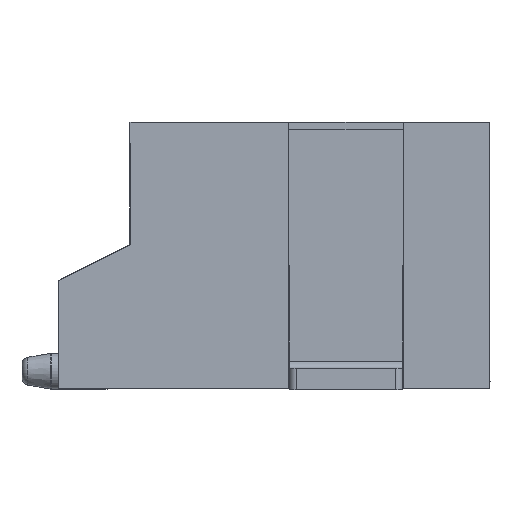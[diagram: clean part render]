
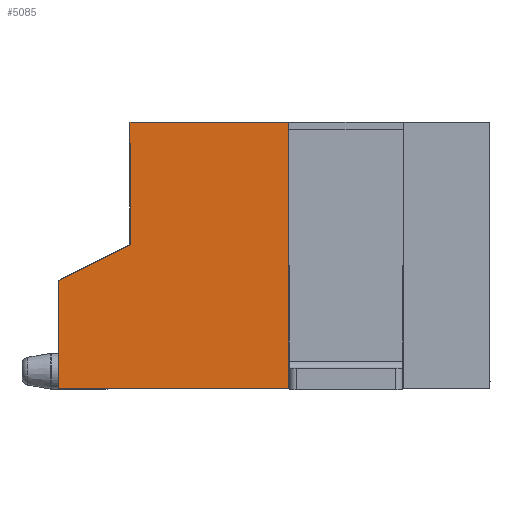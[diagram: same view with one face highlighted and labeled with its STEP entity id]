
A CAD part, left-side view. The second image highlights one B-rep face of the part: STEP entity #5085.
In plain terms, the highlighted planar face has unit normal (-1, 0, 0).
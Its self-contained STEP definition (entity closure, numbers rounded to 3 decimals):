
#895 = LINE ( 'NONE', #14977, #14599 ) ;
#1094 = CARTESIAN_POINT ( 'NONE',  ( -8.25, -2., 0.05 ) ) ;
#1585 = VERTEX_POINT ( 'NONE', #14379 ) ;
#1865 = PLANE ( 'NONE',  #12975 ) ;
#2904 = DIRECTION ( 'NONE',  ( 0., 0., -1. ) ) ;
#2924 = DIRECTION ( 'NONE',  ( 0., -1., 0. ) ) ;
#3574 = LINE ( 'NONE', #20120, #10948 ) ;
#3604 = CARTESIAN_POINT ( 'NONE',  ( -8.25, 3., 3.75 ) ) ;
#4112 = ORIENTED_EDGE ( 'NONE', *, *, #8920, .F. ) ;
#4917 = EDGE_CURVE ( 'NONE', #1585, #8387, #3574, .T. ) ;
#5085 = ADVANCED_FACE ( 'NONE', ( #10337 ), #1865, .F. ) ;
#5716 = ORIENTED_EDGE ( 'NONE', *, *, #10986, .T. ) ;
#5774 = DIRECTION ( 'NONE',  ( 0., -1., 0. ) ) ;
#6105 = CARTESIAN_POINT ( 'NONE',  ( -8.25, 0.8, 0.05 ) ) ;
#6228 = VERTEX_POINT ( 'NONE', #22040 ) ;
#6342 = ORIENTED_EDGE ( 'NONE', *, *, #4917, .F. ) ;
#6704 = CARTESIAN_POINT ( 'NONE',  ( -8.25, -2., 3.75 ) ) ;
#6933 = DIRECTION ( 'NONE',  ( 0., 0., 1. ) ) ;
#7302 = DIRECTION ( 'NONE',  ( 0., 0., 1. ) ) ;
#8387 = VERTEX_POINT ( 'NONE', #12886 ) ;
#8794 = CARTESIAN_POINT ( 'NONE',  ( -8.25, 3., 2.05 ) ) ;
#8820 = LINE ( 'NONE', #1094, #15191 ) ;
#8920 = EDGE_CURVE ( 'NONE', #6228, #12268, #12919, .T. ) ;
#9148 = CARTESIAN_POINT ( 'NONE',  ( -8.25, 0.8, 0.05 ) ) ;
#10216 = VECTOR ( 'NONE', #6933, 1000. ) ;
#10337 = FACE_OUTER_BOUND ( 'NONE', #23629, .T. ) ;
#10948 = VECTOR ( 'NONE', #5774, 1000. ) ;
#10986 = EDGE_CURVE ( 'NONE', #12163, #18200, #8820, .T. ) ;
#11013 = ORIENTED_EDGE ( 'NONE', *, *, #12122, .T. ) ;
#11885 = EDGE_CURVE ( 'NONE', #18200, #8387, #14727, .T. ) ;
#12122 = EDGE_CURVE ( 'NONE', #1585, #12268, #25427, .T. ) ;
#12163 = VERTEX_POINT ( 'NONE', #25299 ) ;
#12268 = VERTEX_POINT ( 'NONE', #16911 ) ;
#12562 = ORIENTED_EDGE ( 'NONE', *, *, #11885, .T. ) ;
#12829 = EDGE_CURVE ( 'NONE', #12163, #6228, #895, .T. ) ;
#12886 = CARTESIAN_POINT ( 'NONE',  ( -8.25, 0.8, 3.75 ) ) ;
#12919 = LINE ( 'NONE', #8794, #16781 ) ;
#12975 = AXIS2_PLACEMENT_3D ( 'NONE', #6704, #20766, #2904 ) ;
#14379 = CARTESIAN_POINT ( 'NONE',  ( -8.25, 3., 3.75 ) ) ;
#14599 = VECTOR ( 'NONE', #7302, 1000. ) ;
#14727 = LINE ( 'NONE', #9148, #10216 ) ;
#14977 = CARTESIAN_POINT ( 'NONE',  ( -8.25, 4., 0.05 ) ) ;
#15191 = VECTOR ( 'NONE', #2924, 1000. ) ;
#16743 = DIRECTION ( 'NONE',  ( 0., -0.894, 0.447 ) ) ;
#16781 = VECTOR ( 'NONE', #16743, 1000. ) ;
#16911 = CARTESIAN_POINT ( 'NONE',  ( -8.25, 3., 2.05 ) ) ;
#18200 = VERTEX_POINT ( 'NONE', #6105 ) ;
#18562 = VECTOR ( 'NONE', #19756, 1000. ) ;
#19756 = DIRECTION ( 'NONE',  ( 0., 0., -1. ) ) ;
#20120 = CARTESIAN_POINT ( 'NONE',  ( -8.25, -2., 3.75 ) ) ;
#20766 = DIRECTION ( 'NONE',  ( 1., 0., 0. ) ) ;
#22040 = CARTESIAN_POINT ( 'NONE',  ( -8.25, 4., 1.55 ) ) ;
#23061 = ORIENTED_EDGE ( 'NONE', *, *, #12829, .F. ) ;
#23629 = EDGE_LOOP ( 'NONE', ( #5716, #12562, #6342, #11013, #4112, #23061 ) ) ;
#25299 = CARTESIAN_POINT ( 'NONE',  ( -8.25, 4., 0.05 ) ) ;
#25427 = LINE ( 'NONE', #3604, #18562 ) ;
